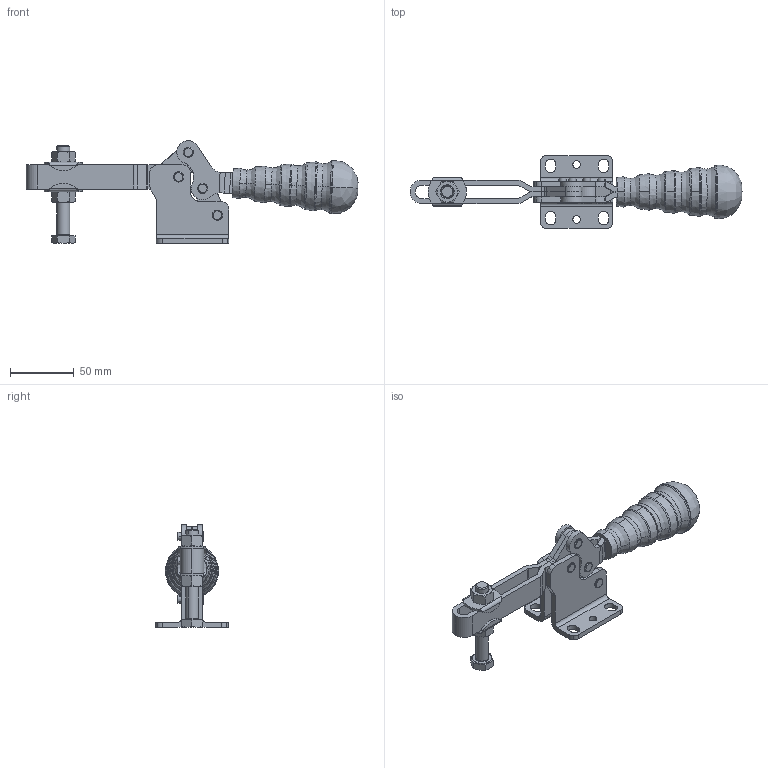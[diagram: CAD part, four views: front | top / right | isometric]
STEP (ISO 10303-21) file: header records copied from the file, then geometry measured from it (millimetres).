
FILE_DESCRIPTION((''),'2;1');
FILE_NAME('134.0.stp','2005-08-29T13:37:09',('CAD'),(''),'Autodesk Inventor 8','Autodesk Inventor 8','');
FILE_SCHEMA(('AUTOMOTIVE_DESIGN { 1 0 10303 214 1 1 1 1 }'));
Length unit declared in the file: millimetre
Products named in the file (1): Part58
Bounding box: 260.23 x 57 x 80.35 mm (x, y, z)
Volume: 154288.7 mm3; surface area: 55083.9 mm2
Topology: 1 solids, 2 shells, 1095 faces, 3617 edges, 2186 vertices
Faces by surface type: plane 387, cone 356, cylinder 189, bspline 141, torus 22
Entity records: 43010 total; most frequent: CARTESIAN_POINT 12290, ORIENTED_EDGE 7214, DIRECTION 6290, EDGE_CURVE 3607, AXIS2_PLACEMENT_3D 2398, VERTEX_POINT 2186, VECTOR 1494, LINE 1494
